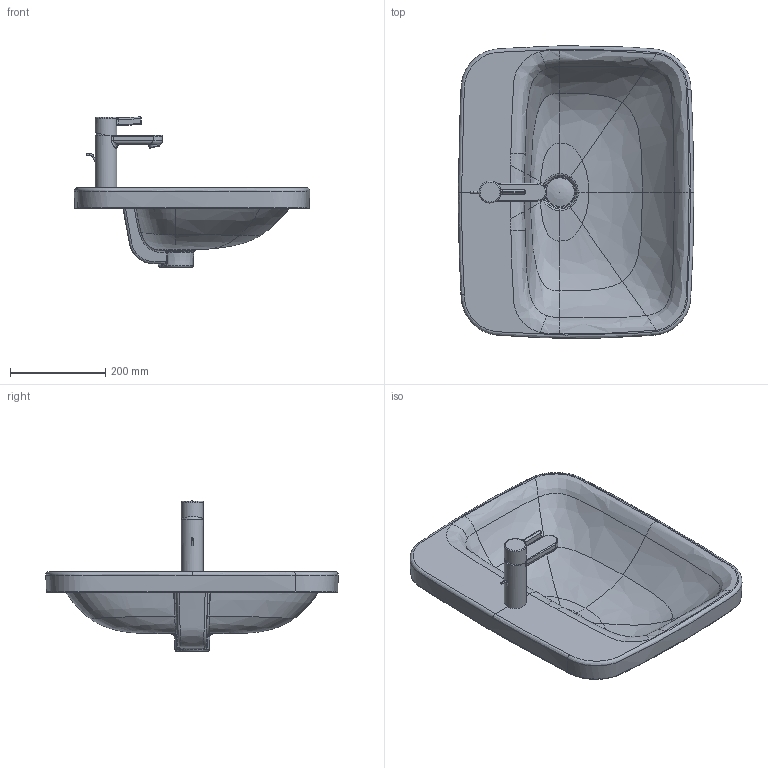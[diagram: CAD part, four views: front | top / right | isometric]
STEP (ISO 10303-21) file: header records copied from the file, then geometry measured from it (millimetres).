
FILE_DESCRIPTION((''),'2;1');
FILE_NAME('037462.stp','2013-10-10T08:52:56',('Administrator'),(''),'Autodesk Inventor 2011','Autodesk Inventor 2011','');
FILE_SCHEMA(('CONFIG_CONTROL_DESIGN'));
Length unit declared in the file: millimetre
Products named in the file (10): 037462; Kelch; Stopfen; Armatur Durastyle Waschtisch; Fassung Sieb; Griff; Gehäuse; Hebel_Ventil; Gleitring
Assembly tree (9 placements, depth 3):
  037462
    037462
    Kelch
    Stopfen
    Armatur Durastyle Waschtisch
      Fassung Sieb
      Griff
      Gehäuse
      Hebel_Ventil
      Gleitring
Bounding box: 494.99 x 614.58 x 315.55 mm (x, y, z)
Volume: 6833182.9 mm3; surface area: 907992.5 mm2
Topology: 7 solids, 9 shells, 355 faces, 843 edges, 498 vertices
Faces by surface type: bspline 181, plane 74, cylinder 66, torus 17, sphere 9, cone 8
Full cylindrical faces by diameter (mm): 4 x2, 20.15 x1, 21.15 x1, 23.15 x1, 25 x1, 42 x1, 44 x1, 46 x2, 46.896 x1, 60 x1
Entity records: 75515 total; most frequent: CARTESIAN_POINT 67936, ORIENTED_EDGE 1600, DIRECTION 1131, EDGE_CURVE 802, VERTEX_POINT 488, AXIS2_PLACEMENT_3D 471, EDGE_LOOP 408, FACE_OUTER_BOUND 354
